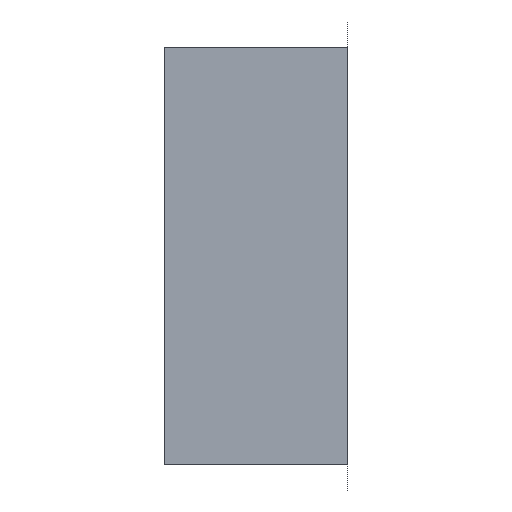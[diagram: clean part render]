
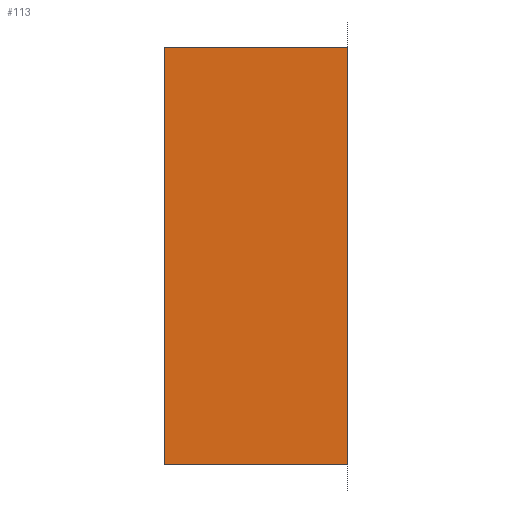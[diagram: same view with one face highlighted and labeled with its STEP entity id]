
A CAD part, left-side view. The second image highlights one B-rep face of the part: STEP entity #113.
In plain terms, the highlighted planar face has unit normal (-1, 0, 0).
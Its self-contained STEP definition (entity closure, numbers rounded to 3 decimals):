
#22 = EDGE_CURVE ( 'NONE', #218, #243, #348, .T. ) ;
#27 = DIRECTION ( 'NONE',  ( 0., 0., 1. ) ) ;
#30 = CARTESIAN_POINT ( 'NONE',  ( -1., 2.908, -0.625 ) ) ;
#45 = EDGE_CURVE ( 'NONE', #287, #218, #274, .T. ) ;
#57 = CARTESIAN_POINT ( 'NONE',  ( -1., 0., -0.625 ) ) ;
#87 = DIRECTION ( 'NONE',  ( 0., 0., 1. ) ) ;
#107 = EDGE_CURVE ( 'NONE', #295, #243, #117, .T. ) ;
#113 = ADVANCED_FACE ( 'NONE', ( #211 ), #255, .F. ) ;
#115 = DIRECTION ( 'NONE',  ( 0., -1., 0. ) ) ;
#117 = LINE ( 'NONE', #318, #284 ) ;
#119 = CARTESIAN_POINT ( 'NONE',  ( -1., 0.55, 0.625 ) ) ;
#121 = ORIENTED_EDGE ( 'NONE', *, *, #297, .F. ) ;
#181 = ORIENTED_EDGE ( 'NONE', *, *, #22, .T. ) ;
#185 = DIRECTION ( 'NONE',  ( 1., 0., 0. ) ) ;
#211 = FACE_OUTER_BOUND ( 'NONE', #349, .T. ) ;
#218 = VERTEX_POINT ( 'NONE', #370 ) ;
#243 = VERTEX_POINT ( 'NONE', #270 ) ;
#244 = VECTOR ( 'NONE', #27, 1000. ) ;
#255 = PLANE ( 'NONE',  #293 ) ;
#270 = CARTESIAN_POINT ( 'NONE',  ( -1., 0., 0.625 ) ) ;
#273 = CARTESIAN_POINT ( 'NONE',  ( -1., 0.55, -0.625 ) ) ;
#274 = LINE ( 'NONE', #30, #326 ) ;
#284 = VECTOR ( 'NONE', #115, 1000. ) ;
#286 = CARTESIAN_POINT ( 'NONE',  ( -1., 2.908, -0.625 ) ) ;
#287 = VERTEX_POINT ( 'NONE', #382 ) ;
#293 = AXIS2_PLACEMENT_3D ( 'NONE', #286, #185, #410 ) ;
#295 = VERTEX_POINT ( 'NONE', #119 ) ;
#297 = EDGE_CURVE ( 'NONE', #287, #295, #396, .T. ) ;
#312 = VECTOR ( 'NONE', #87, 1000. ) ;
#318 = CARTESIAN_POINT ( 'NONE',  ( -1., 2.908, 0.625 ) ) ;
#326 = VECTOR ( 'NONE', #337, 1000. ) ;
#337 = DIRECTION ( 'NONE',  ( 0., -1., 0. ) ) ;
#348 = LINE ( 'NONE', #57, #244 ) ;
#349 = EDGE_LOOP ( 'NONE', ( #121, #400, #181, #389 ) ) ;
#370 = CARTESIAN_POINT ( 'NONE',  ( -1., 0., -0.625 ) ) ;
#382 = CARTESIAN_POINT ( 'NONE',  ( -1., 0.55, -0.625 ) ) ;
#389 = ORIENTED_EDGE ( 'NONE', *, *, #107, .F. ) ;
#396 = LINE ( 'NONE', #273, #312 ) ;
#400 = ORIENTED_EDGE ( 'NONE', *, *, #45, .T. ) ;
#410 = DIRECTION ( 'NONE',  ( 0., 0., -1. ) ) ;
